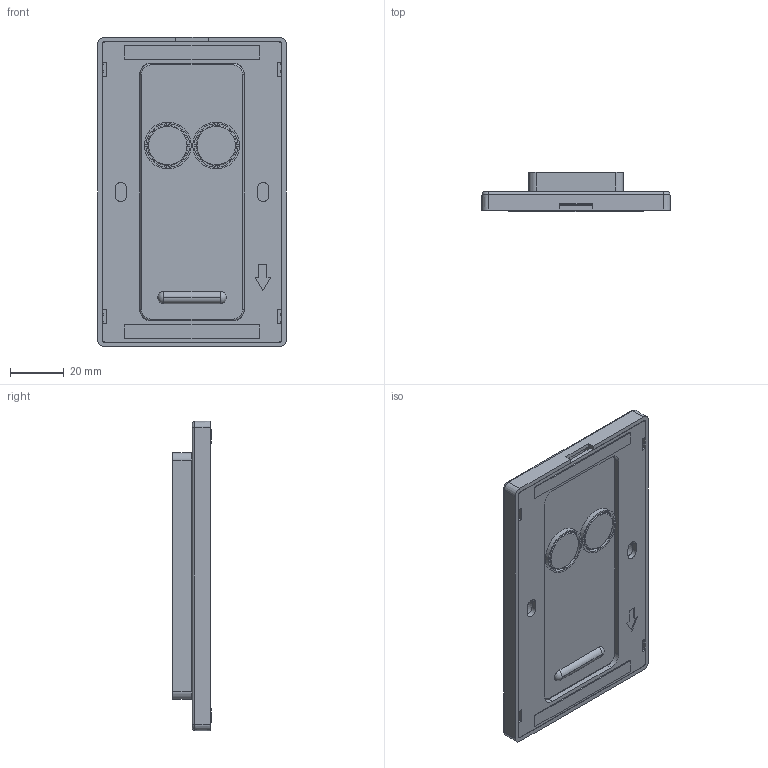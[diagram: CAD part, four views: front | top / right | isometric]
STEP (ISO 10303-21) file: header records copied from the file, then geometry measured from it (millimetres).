
FILE_DESCRIPTION (( 'STEP AP214' ), '1' );
FILE_NAME ('Philips Hue Dimmer Switch.STEP', '2020-01-19T13:47:34', ( '' ), ( '' ), 'SwSTEP 2.0', 'SolidWorks 2019', '' );
FILE_SCHEMA (( 'AUTOMOTIVE_DESIGN' ));
Length unit declared in the file: millimetre
Products named in the file (3): Philips hue dimmer; Philips hue dimmer wallmount; Philips Hue Dimmer Switch
Assembly tree (2 placements, depth 2):
  Philips Hue Dimmer Switch
    Philips hue dimmer wallmount
    Philips hue dimmer
Bounding box: 70 x 14.4 x 115 mm (x, y, z)
Volume: 62529.5 mm3; surface area: 41859.6 mm2
Topology: 2 solids, 2 shells, 416 faces, 1113 edges, 726 vertices
Faces by surface type: plane 258, cylinder 126, cone 16, torus 16
Full cylindrical faces by diameter (mm): 14.9 x2, 17.4 x2
Entity records: 13207 total; most frequent: DIRECTION 2255, CARTESIAN_POINT 2254, ORIENTED_EDGE 2214, EDGE_CURVE 1107, VECTOR 801, LINE 801, AXIS2_PLACEMENT_3D 727, VERTEX_POINT 726
